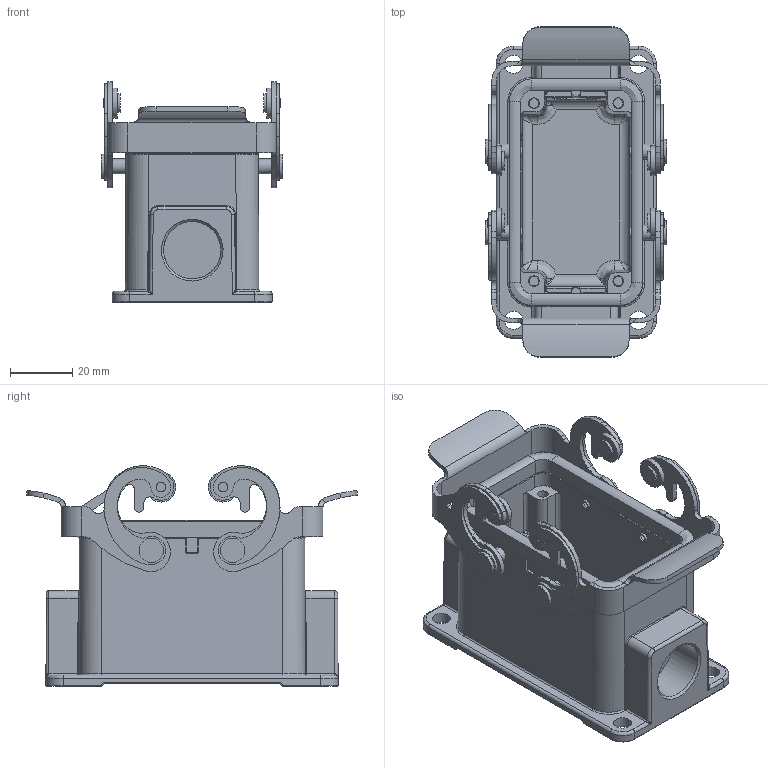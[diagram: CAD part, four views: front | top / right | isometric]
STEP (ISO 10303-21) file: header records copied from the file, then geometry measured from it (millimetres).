
FILE_DESCRIPTION(/* description */ (''),/* implementation_level */ '2;1');
FILE_NAME(/* name */ 'H10B-SF-2L&S-XXX.stp',/* time_stamp */ '2023-10-21T10:31:31+08:00',/* author */ (''),/* organization */ (''),/* preprocessor_version */ 'ST-DEVELOPER v16',/* originating_system */ 'SIEMENS PLM Software NX 10.0',/* authorisation */ '');
FILE_SCHEMA (('AUTOMOTIVE_DESIGN { 1 0 10303 214 3 1 1 1 }'));
Length unit declared in the file: millimetre
Products named in the file (1): Admi6920F49C1kli
Bounding box: 58 x 105.86 x 70.61 mm (x, y, z)
Surface area: 47270.9 mm2 (no closed solid volume)
Topology: 0 solids, 1 shells, 627 faces, 1597 edges, 1003 vertices
Faces by surface type: cylinder 334, plane 182, bspline 96, sphere 6, cone 5, revolution 4
Full cylindrical faces by diameter (mm): 2.4 x4, 3 x4, 3.1 x4, 3.9 x8, 4.8 x4, 4.9 x4, 5.75 x4, 6 x4, 7.8 x4, 9.6 x4, 18.35 x1, 18.5 x1
Entity records: 21073 total; most frequent: CARTESIAN_POINT 6795, ORIENTED_EDGE 3006, DIRECTION 2862, EDGE_CURVE 1503, AXIS2_PLACEMENT_3D 1144, VERTEX_POINT 984, EDGE_LOOP 751, ADVANCED_FACE 627
